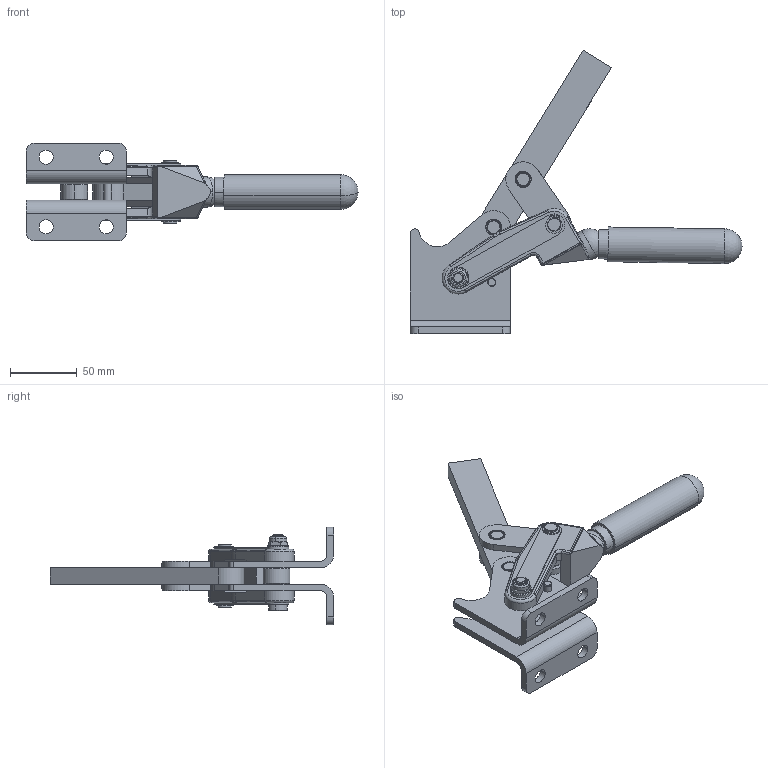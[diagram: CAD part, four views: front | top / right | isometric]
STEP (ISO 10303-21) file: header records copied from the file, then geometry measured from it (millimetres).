
FILE_DESCRIPTION((''),'2;1');
FILE_NAME('625.0-opened.stp','2005-09-28T10:19:36',('Kysilko'),(''),'Autodesk Inventor 8','Autodesk Inventor 8','');
FILE_SCHEMA(('AUTOMOTIVE_DESIGN { 1 0 10303 214 1 1 1 1 }'));
Length unit declared in the file: millimetre
Products named in the file (1): Part3
Bounding box: 248.01 x 211.62 x 73 mm (x, y, z)
Volume: 293525.6 mm3; surface area: 85437.7 mm2
Topology: 13 solids, 13 shells, 2156 faces, 6050 edges, 3984 vertices
Faces by surface type: plane 1409, cylinder 565, cone 124, bspline 36, torus 12, sphere 10
Entity records: 68562 total; most frequent: CARTESIAN_POINT 16129, ORIENTED_EDGE 12070, DIRECTION 10344, EDGE_CURVE 6035, VERTEX_POINT 3979, AXIS2_PLACEMENT_3D 3826, VECTOR 2692, LINE 2692
